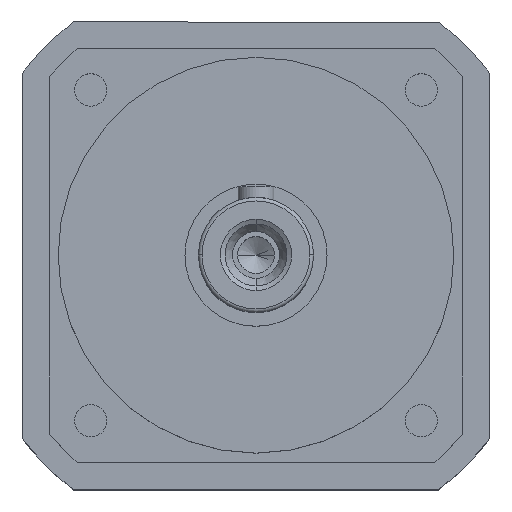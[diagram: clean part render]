
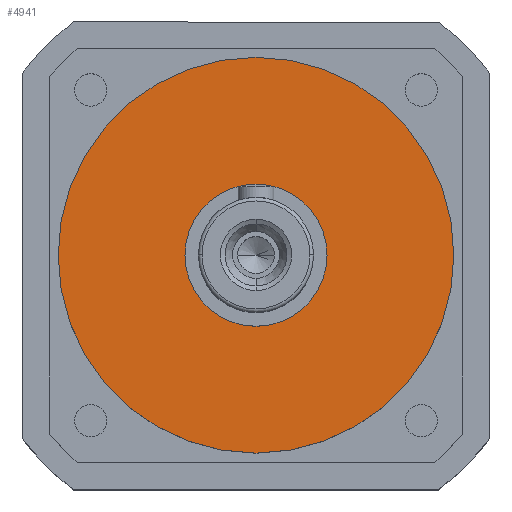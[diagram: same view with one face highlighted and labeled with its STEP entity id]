
A CAD part, top view. The second image highlights one B-rep face of the part: STEP entity #4941.
In plain terms, the highlighted planar face has unit normal (0, 0, 1).
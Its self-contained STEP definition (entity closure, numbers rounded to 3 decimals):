
#1297 = CIRCLE ( 'NONE', #3113, 55. ) ;
#1641 = DIRECTION ( 'NONE',  ( 0., 0., 1. ) ) ;
#1996 = EDGE_LOOP ( 'NONE', ( #6143, #5827 ) ) ;
#2429 = DIRECTION ( 'NONE',  ( 0., 0., 1. ) ) ;
#3113 = AXIS2_PLACEMENT_3D ( 'NONE', #5928, #1641, #6668 ) ;
#3380 = CARTESIAN_POINT ( 'NONE',  ( 55., 0., 79.5 ) ) ;
#3712 = CARTESIAN_POINT ( 'NONE',  ( -55., 0., 79.5 ) ) ;
#3959 = AXIS2_PLACEMENT_3D ( 'NONE', #8359, #8329, #8304 ) ;
#4941 = ADVANCED_FACE ( 'NONE', ( #5038 ), #8619, .T. ) ;
#5038 = FACE_OUTER_BOUND ( 'NONE', #1996, .T. ) ;
#5101 = CIRCLE ( 'NONE', #6521, 55. ) ;
#5827 = ORIENTED_EDGE ( 'NONE', *, *, #9260, .T. ) ;
#5928 = CARTESIAN_POINT ( 'NONE',  ( 0., 0., 79.5 ) ) ;
#6015 = VERTEX_POINT ( 'NONE', #3712 ) ;
#6038 = VERTEX_POINT ( 'NONE', #3380 ) ;
#6143 = ORIENTED_EDGE ( 'NONE', *, *, #7234, .T. ) ;
#6521 = AXIS2_PLACEMENT_3D ( 'NONE', #6713, #2429, #7440 ) ;
#6668 = DIRECTION ( 'NONE',  ( 1., 0., 0. ) ) ;
#6713 = CARTESIAN_POINT ( 'NONE',  ( 0., 0., 79.5 ) ) ;
#7234 = EDGE_CURVE ( 'NONE', #6015, #6038, #5101, .T. ) ;
#7440 = DIRECTION ( 'NONE',  ( 1., 0., 0. ) ) ;
#8304 = DIRECTION ( 'NONE',  ( 1., 0., 0. ) ) ;
#8329 = DIRECTION ( 'NONE',  ( 0., 0., 1. ) ) ;
#8359 = CARTESIAN_POINT ( 'NONE',  ( 0., 0., 79.5 ) ) ;
#8619 = PLANE ( 'NONE',  #3959 ) ;
#9260 = EDGE_CURVE ( 'NONE', #6038, #6015, #1297, .T. ) ;
